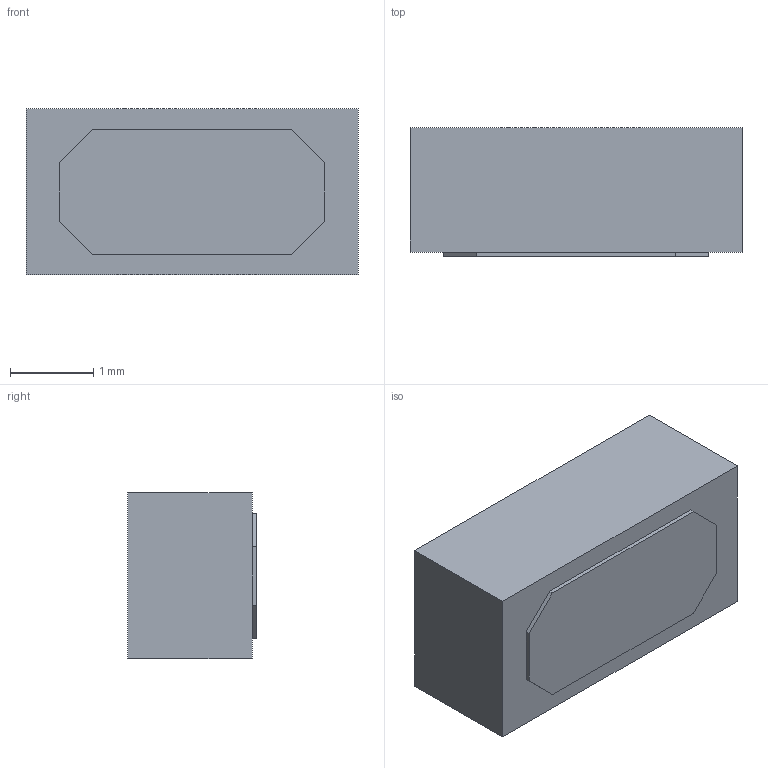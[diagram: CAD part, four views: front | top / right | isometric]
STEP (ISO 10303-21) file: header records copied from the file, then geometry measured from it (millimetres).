
FILE_DESCRIPTION(('FreeCAD Model'),'2;1');
FILE_NAME('Open CASCADE Shape Model','2023-07-05T22:54:00',(''),(''), 'Open CASCADE STEP processor 7.6','FreeCAD','Unknown');
FILE_SCHEMA(('AUTOMOTIVE_DESIGN { 1 0 10303 214 1 1 1 1 }'));
Length unit declared in the file: millimetre
Products named in the file (3): Unnamed; Cube; Extrude
Assembly tree (2 placements, depth 2):
  Unnamed
    Cube
    Extrude
Bounding box: 4 x 1.55 x 2 mm (x, y, z)
Volume: 12.2 mm3; surface area: 43.4 mm2
Topology: 2 solids, 2 shells, 17 faces, 39 edges, 26 vertices
Faces by surface type: extrusion 9, plane 6, bspline 2
Entity records: 1038 total; most frequent: CARTESIAN_POINT 232, DIRECTION 108, VECTOR 90, LINE 81, ORIENTED_EDGE 78, PCURVE 78, DEFINITIONAL_REPRESENTATION 78, B_SPLINE_CURVE_WITH_KNOTS 45
